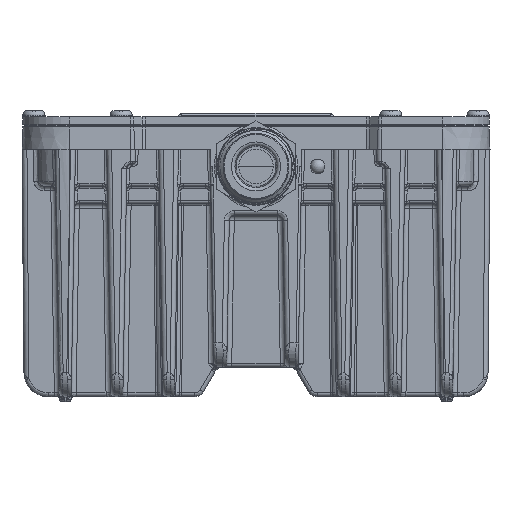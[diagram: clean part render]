
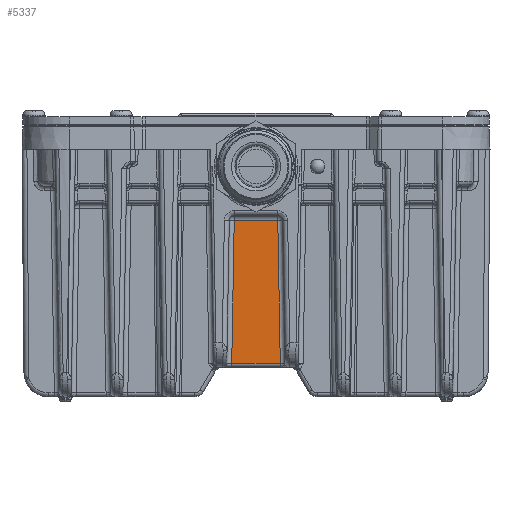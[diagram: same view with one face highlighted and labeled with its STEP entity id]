
A CAD part, left-side view. The second image highlights one B-rep face of the part: STEP entity #5337.
In plain terms, the highlighted planar face has unit normal (-1, 0, -0.018).
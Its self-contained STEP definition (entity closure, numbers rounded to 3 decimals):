
#5337=ADVANCED_FACE('',(#9009),#8329,.T.);
#8329=PLANE('',#48337);
#9009=FACE_OUTER_BOUND('',#11958,.T.);
#11958=EDGE_LOOP('',(#19671,#19672,#19673,#19674));
#19671=ORIENTED_EDGE('',*,*,#37339,.T.);
#19672=ORIENTED_EDGE('',*,*,#37340,.T.);
#19673=ORIENTED_EDGE('',*,*,#37341,.T.);
#19674=ORIENTED_EDGE('',*,*,#37342,.T.);
#33361=VERTEX_POINT('',#71791);
#33362=VERTEX_POINT('',#71792);
#33363=VERTEX_POINT('',#71794);
#33364=VERTEX_POINT('',#71796);
#37339=EDGE_CURVE('',#33361,#33362,#43706,.T.);
#37340=EDGE_CURVE('',#33362,#33363,#43707,.T.);
#37341=EDGE_CURVE('',#33363,#33364,#43708,.T.);
#37342=EDGE_CURVE('',#33364,#33361,#43709,.T.);
#43706=LINE('',#71790,#46271);
#43707=LINE('',#71793,#46272);
#43708=LINE('',#71795,#46273);
#43709=LINE('',#71797,#46274);
#46271=VECTOR('',#55265,1.);
#46272=VECTOR('',#55266,1.);
#46273=VECTOR('',#55267,1.);
#46274=VECTOR('',#55268,1.);
#48337=AXIS2_PLACEMENT_3D('',#71798,#55269,#55270);
#55265=DIRECTION('',(0.017,0.017,-1.));
#55266=DIRECTION('',(0.,-1.,0.));
#55267=DIRECTION('',(-0.017,0.017,1.));
#55268=DIRECTION('',(0.,1.,0.));
#55269=DIRECTION('',(-1.,0.,-0.017));
#55270=DIRECTION('',(-0.017,0.,1.));
#71790=CARTESIAN_POINT('',(-52.904,4.946,-50.917));
#71791=CARTESIAN_POINT('',(-53.425,4.425,-21.083));
#71792=CARTESIAN_POINT('',(-52.918,4.932,-50.114));
#71793=CARTESIAN_POINT('',(-52.918,-27.05,-50.114));
#71794=CARTESIAN_POINT('',(-52.918,-4.932,-50.114));
#71795=CARTESIAN_POINT('',(-53.442,-4.408,-20.117));
#71796=CARTESIAN_POINT('',(-53.425,-4.425,-21.083));
#71797=CARTESIAN_POINT('',(-53.425,4.408,-21.083));
#71798=CARTESIAN_POINT('',(-52.8,-27.05,-56.9));
